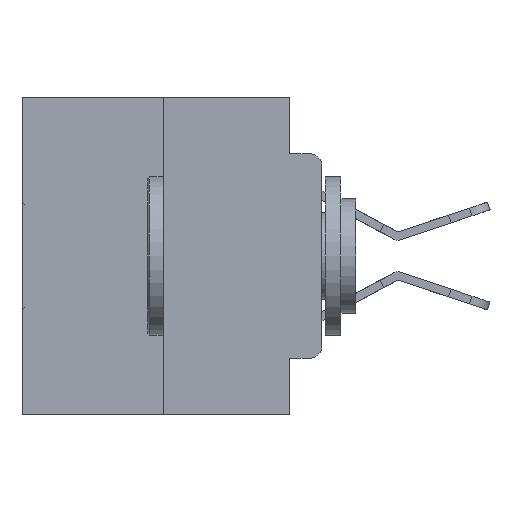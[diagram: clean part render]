
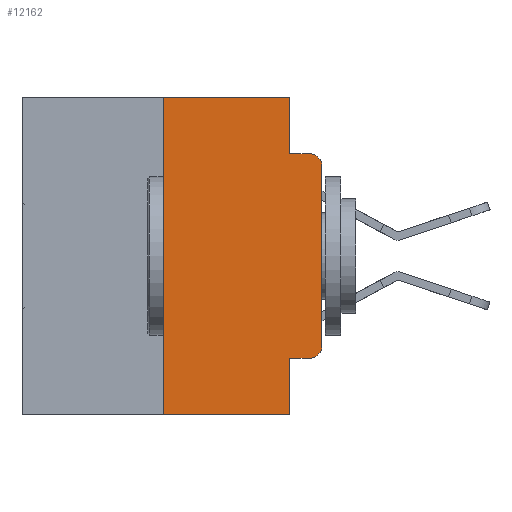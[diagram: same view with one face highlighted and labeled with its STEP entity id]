
A CAD part, left-side view. The second image highlights one B-rep face of the part: STEP entity #12162.
In plain terms, the highlighted planar face has unit normal (-1, 0, 0).
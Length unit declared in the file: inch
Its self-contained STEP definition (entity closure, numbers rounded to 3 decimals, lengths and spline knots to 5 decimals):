
#458 = CARTESIAN_POINT ( 'NONE',  ( 0., 0.051, -0.0885 ) ) ;
#860 = CARTESIAN_POINT ( 'NONE',  ( 0., 0., 0. ) ) ;
#1297 = DIRECTION ( 'NONE',  ( 0., 0., -1. ) ) ;
#1413 = DIRECTION ( 'NONE',  ( 1., 0., 0. ) ) ;
#1805 = DIRECTION ( 'NONE',  ( 0., -1., 0. ) ) ;
#1840 = LINE ( 'NONE', #31132, #24092 ) ;
#1926 = CARTESIAN_POINT ( 'NONE',  ( 0., 0.02, -0.3915 ) ) ;
#1928 = ORIENTED_EDGE ( 'NONE', *, *, #4142, .F. ) ;
#2045 = VERTEX_POINT ( 'NONE', #15151 ) ;
#2690 = ORIENTED_EDGE ( 'NONE', *, *, #11276, .T. ) ;
#2962 = VERTEX_POINT ( 'NONE', #31248 ) ;
#3189 = CIRCLE ( 'NONE', #17747, 0.02 ) ;
#3300 = DIRECTION ( 'NONE',  ( 0., 0., 1. ) ) ;
#3319 = LINE ( 'NONE', #13335, #19543 ) ;
#4142 = EDGE_CURVE ( 'NONE', #9926, #2045, #3319, .T. ) ;
#4216 = VERTEX_POINT ( 'NONE', #30682 ) ;
#4494 = LINE ( 'NONE', #29838, #23356 ) ;
#5455 = VECTOR ( 'NONE', #23021, 39.37008 ) ;
#6297 = DIRECTION ( 'NONE',  ( 0., 0., -1. ) ) ;
#7383 = VERTEX_POINT ( 'NONE', #20864 ) ;
#7627 = DIRECTION ( 'NONE',  ( 0., 0., -1. ) ) ;
#7674 = LINE ( 'NONE', #15078, #18970 ) ;
#7882 = ORIENTED_EDGE ( 'NONE', *, *, #25331, .T. ) ;
#8259 = CARTESIAN_POINT ( 'NONE',  ( 0., 0.473, 0. ) ) ;
#8740 = DIRECTION ( 'NONE',  ( 0., 0., 1. ) ) ;
#8812 = EDGE_LOOP ( 'NONE', ( #20393, #2690, #28587, #10062, #11480, #16700, #25579, #1928, #28971, #7882 ) ) ;
#9926 = VERTEX_POINT ( 'NONE', #30239 ) ;
#10062 = ORIENTED_EDGE ( 'NONE', *, *, #17811, .F. ) ;
#10158 = DIRECTION ( 'NONE',  ( -1., 0., 0. ) ) ;
#10223 = VERTEX_POINT ( 'NONE', #458 ) ;
#11276 = EDGE_CURVE ( 'NONE', #12609, #21649, #3189, .T. ) ;
#11388 = EDGE_CURVE ( 'NONE', #4216, #2962, #23617, .T. ) ;
#11480 = ORIENTED_EDGE ( 'NONE', *, *, #11388, .F. ) ;
#12162 = ADVANCED_FACE ( 'NONE', ( #29972 ), #20710, .F. ) ;
#12368 = AXIS2_PLACEMENT_3D ( 'NONE', #1926, #28756, #14247 ) ;
#12609 = VERTEX_POINT ( 'NONE', #16987 ) ;
#12735 = EDGE_CURVE ( 'NONE', #10223, #21649, #16348, .T. ) ;
#13335 = CARTESIAN_POINT ( 'NONE',  ( 0., 0.051, 0. ) ) ;
#13976 = VECTOR ( 'NONE', #3300, 39.37008 ) ;
#14101 = EDGE_CURVE ( 'NONE', #26698, #12609, #27977, .T. ) ;
#14247 = DIRECTION ( 'NONE',  ( 0., 0., -1. ) ) ;
#15078 = CARTESIAN_POINT ( 'NONE',  ( 0., 0.051, 0. ) ) ;
#15151 = CARTESIAN_POINT ( 'NONE',  ( 0., 0.051, -0.5 ) ) ;
#15952 = EDGE_CURVE ( 'NONE', #7383, #4216, #4494, .T. ) ;
#16348 = LINE ( 'NONE', #27550, #20461 ) ;
#16700 = ORIENTED_EDGE ( 'NONE', *, *, #15952, .F. ) ;
#16987 = CARTESIAN_POINT ( 'NONE',  ( 0., 0., -0.1085 ) ) ;
#17071 = CARTESIAN_POINT ( 'NONE',  ( 0., 0.02, -0.0885 ) ) ;
#17170 = AXIS2_PLACEMENT_3D ( 'NONE', #30484, #1413, #1297 ) ;
#17747 = AXIS2_PLACEMENT_3D ( 'NONE', #22064, #10158, #7627 ) ;
#17811 = EDGE_CURVE ( 'NONE', #2962, #10223, #7674, .T. ) ;
#18565 = CARTESIAN_POINT ( 'NONE',  ( 0., 0.051, -0.4115 ) ) ;
#18633 = CARTESIAN_POINT ( 'NONE',  ( 0., 0.02, -0.4115 ) ) ;
#18970 = VECTOR ( 'NONE', #24805, 39.37008 ) ;
#19543 = VECTOR ( 'NONE', #6297, 39.37008 ) ;
#20330 = DIRECTION ( 'NONE',  ( 0., -1., 0. ) ) ;
#20393 = ORIENTED_EDGE ( 'NONE', *, *, #14101, .T. ) ;
#20461 = VECTOR ( 'NONE', #20330, 39.37008 ) ;
#20710 = PLANE ( 'NONE',  #17170 ) ;
#20864 = CARTESIAN_POINT ( 'NONE',  ( 0., 0.25, -0.5 ) ) ;
#21500 = EDGE_CURVE ( 'NONE', #9926, #22185, #30147, .T. ) ;
#21621 = DIRECTION ( 'NONE',  ( 0., -1., 0. ) ) ;
#21649 = VERTEX_POINT ( 'NONE', #17071 ) ;
#22064 = CARTESIAN_POINT ( 'NONE',  ( 0., 0.02, -0.1085 ) ) ;
#22185 = VERTEX_POINT ( 'NONE', #18633 ) ;
#22930 = VECTOR ( 'NONE', #21621, 39.37008 ) ;
#23021 = DIRECTION ( 'NONE',  ( 0., -1., 0. ) ) ;
#23356 = VECTOR ( 'NONE', #8740, 39.37008 ) ;
#23617 = LINE ( 'NONE', #8259, #5455 ) ;
#24092 = VECTOR ( 'NONE', #1805, 39.37008 ) ;
#24805 = DIRECTION ( 'NONE',  ( 0., 0., -1. ) ) ;
#25331 = EDGE_CURVE ( 'NONE', #22185, #26698, #31032, .T. ) ;
#25579 = ORIENTED_EDGE ( 'NONE', *, *, #27837, .T. ) ;
#26698 = VERTEX_POINT ( 'NONE', #29383 ) ;
#27550 = CARTESIAN_POINT ( 'NONE',  ( 0., 0.051, -0.0885 ) ) ;
#27837 = EDGE_CURVE ( 'NONE', #7383, #2045, #1840, .T. ) ;
#27977 = LINE ( 'NONE', #860, #13976 ) ;
#28587 = ORIENTED_EDGE ( 'NONE', *, *, #12735, .F. ) ;
#28756 = DIRECTION ( 'NONE',  ( -1., 0., 0. ) ) ;
#28971 = ORIENTED_EDGE ( 'NONE', *, *, #21500, .T. ) ;
#29383 = CARTESIAN_POINT ( 'NONE',  ( 0., 0., -0.3915 ) ) ;
#29838 = CARTESIAN_POINT ( 'NONE',  ( 0., 0.25, 0. ) ) ;
#29972 = FACE_OUTER_BOUND ( 'NONE', #8812, .T. ) ;
#30147 = LINE ( 'NONE', #18565, #22930 ) ;
#30239 = CARTESIAN_POINT ( 'NONE',  ( 0., 0.051, -0.4115 ) ) ;
#30484 = CARTESIAN_POINT ( 'NONE',  ( 0., 0.473, 0. ) ) ;
#30682 = CARTESIAN_POINT ( 'NONE',  ( 0., 0.25, 0. ) ) ;
#31032 = CIRCLE ( 'NONE', #12368, 0.02 ) ;
#31132 = CARTESIAN_POINT ( 'NONE',  ( 0., 0.473, -0.5 ) ) ;
#31248 = CARTESIAN_POINT ( 'NONE',  ( 0., 0.051, 0. ) ) ;
